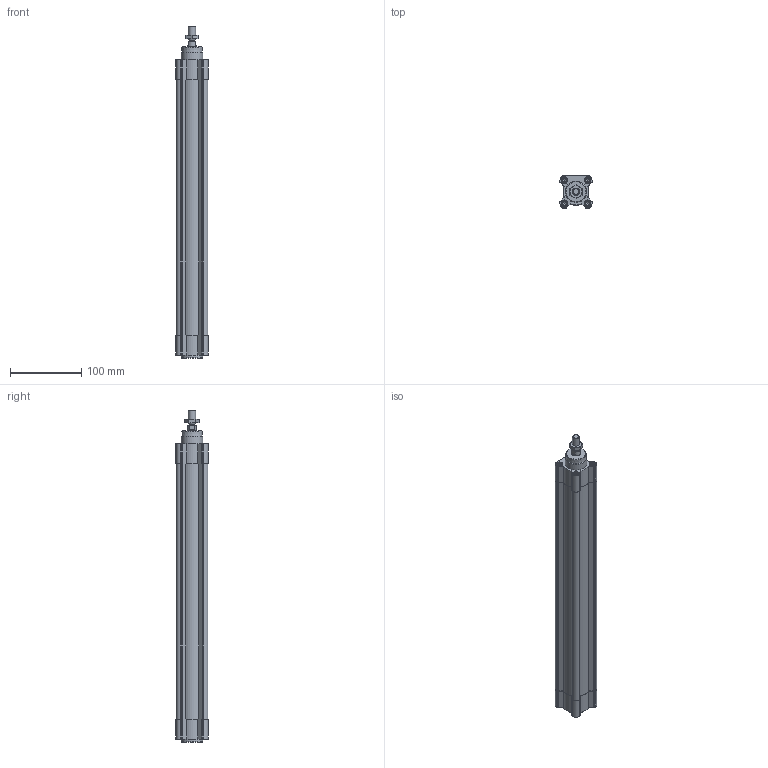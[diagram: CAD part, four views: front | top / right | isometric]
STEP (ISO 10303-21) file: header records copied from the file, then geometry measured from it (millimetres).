
FILE_DESCRIPTION(/* description */ ('STEP AP214'),/* implementation_level */ '2;1');
FILE_NAME(/* name */ '1376431_DSBC-32-320-PPVA-N3',/* time_stamp */ '2024-08-21T05:15:29+02:00',/* author */ ('License CC BY-ND 4.0'),/* organization */ ('CADENAS'),/* preprocessor_version */ 'ST-DEVELOPER v19.3',/* originating_system */ 'PARTsolutions',/* authorisation */ ' ');
FILE_SCHEMA (('AUTOMOTIVE_DESIGN {1 0 10303 214 3 1 1}'));
Length unit declared in the file: millimetre
Products named in the file (4): 1376431 DSBC-32-320-PPVA-N3---(0); 1463250 DSBC-32-320-PPVA_(Z_0); 1463250 DSBC-32-320_(K); DIN-439-B - M10x1.25(F)
Assembly tree (3 placements, depth 2):
  1376431 DSBC-32-320-PPVA-N3---(0)
    1463250 DSBC-32-320-PPVA_(Z_0)
    1463250 DSBC-32-320_(K)
    DIN-439-B - M10x1.25(F)
Bounding box: 45 x 45 x 465.1 mm (x, y, z)
Volume: 408743.8 mm3; surface area: 162488 mm2
Topology: 3 solids, 3 shells, 519 faces, 1374 edges, 898 vertices
Faces by surface type: plane 327, cylinder 134, cone 54, torus 4
Full cylindrical faces by diameter (mm): 4.459 x2, 4.917 x8, 6 x8, 8 x2, 8.2 x1, 8.566 x2, 8.647 x1, 8.8 x2, 9 x8, 9.5 x8, 10 x1, 12 x2, 30 x2, 32 x2
Entity records: 15604 total; most frequent: CARTESIAN_POINT 3334, ORIENTED_EDGE 2488, DIRECTION 2381, EDGE_CURVE 1244, VERTEX_POINT 881, AXIS2_PLACEMENT_3D 835, LINE 711, VECTOR 711
